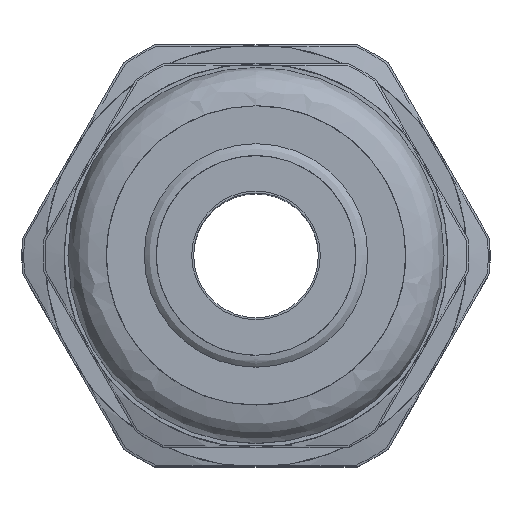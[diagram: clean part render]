
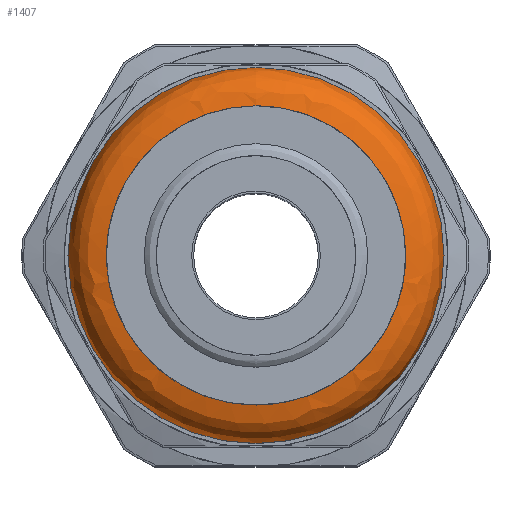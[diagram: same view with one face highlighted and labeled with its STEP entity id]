
A CAD part, top view. The second image highlights one B-rep face of the part: STEP entity #1407.
In plain terms, the highlighted free-form (B-spline) face has degree [2, 2] with [7, 3] control points.
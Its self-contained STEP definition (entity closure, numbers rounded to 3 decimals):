
#1263=(
BOUNDED_SURFACE()
B_SPLINE_SURFACE(2,2,((#7654,#7655,#7656),(#7657,#7658,#7659),(#7660,#7661,
#7662),(#7663,#7664,#7665),(#7666,#7667,#7668),(#7669,#7670,#7671),(#7672,
#7673,#7674)),.UNSPECIFIED.,.T.,.F.,.F.)
B_SPLINE_SURFACE_WITH_KNOTS((1,2,2,2,2,1),(3,3),(-0.333,0.,
0.333,0.667,1.,1.333),(0.,1.),
 .UNSPECIFIED.)
GEOMETRIC_REPRESENTATION_ITEM()
RATIONAL_B_SPLINE_SURFACE(((1.,0.707,1.),(0.5,0.354,
0.5),(1.,0.707,1.),(0.5,0.354,0.5),(1.,0.707,
1.),(0.5,0.354,0.5),(1.,0.707,1.)))
REPRESENTATION_ITEM('')
SURFACE()
);
#1407=ADVANCED_FACE('',(#1719,#1720),#1263,.T.);
#1719=FACE_BOUND('',#1799,.T.);
#1720=FACE_BOUND('',#1800,.T.);
#1799=EDGE_LOOP('',(#2126));
#1800=EDGE_LOOP('',(#2127));
#2126=ORIENTED_EDGE('',*,*,#3586,.F.);
#2127=ORIENTED_EDGE('',*,*,#3585,.F.);
#3218=VERTEX_POINT('',#7650);
#3219=VERTEX_POINT('',#7653);
#3585=EDGE_CURVE('',#3218,#3218,#4259,.T.);
#3586=EDGE_CURVE('',#3219,#3219,#4260,.T.);
#4259=CIRCLE('',#5704,7.8);
#4260=CIRCLE('',#5706,9.8);
#5704=AXIS2_PLACEMENT_3D('',#7649,#6222,#6223);
#5706=AXIS2_PLACEMENT_3D('',#7652,#6226,#6227);
#6222=DIRECTION('',(0.,0.,1.));
#6223=DIRECTION('',(0.,1.,0.));
#6226=DIRECTION('',(0.,0.,-1.));
#6227=DIRECTION('',(0.,1.,0.));
#7649=CARTESIAN_POINT('',(121.077,21.283,26.));
#7650=CARTESIAN_POINT('',(121.077,29.083,26.));
#7652=CARTESIAN_POINT('',(121.077,21.283,24.));
#7653=CARTESIAN_POINT('',(121.077,31.083,24.));
#7654=CARTESIAN_POINT('',(121.077,29.083,26.));
#7655=CARTESIAN_POINT('',(121.077,31.083,26.));
#7656=CARTESIAN_POINT('',(121.077,31.083,24.));
#7657=CARTESIAN_POINT('',(134.587,29.083,26.));
#7658=CARTESIAN_POINT('',(138.052,31.083,26.));
#7659=CARTESIAN_POINT('',(138.052,31.083,24.));
#7660=CARTESIAN_POINT('',(127.832,17.383,26.));
#7661=CARTESIAN_POINT('',(129.564,16.383,26.));
#7662=CARTESIAN_POINT('',(129.564,16.383,24.));
#7663=CARTESIAN_POINT('',(121.077,5.683,26.));
#7664=CARTESIAN_POINT('',(121.077,1.683,26.));
#7665=CARTESIAN_POINT('',(121.077,1.683,24.));
#7666=CARTESIAN_POINT('',(114.322,17.383,26.));
#7667=CARTESIAN_POINT('',(112.59,16.383,26.));
#7668=CARTESIAN_POINT('',(112.59,16.383,24.));
#7669=CARTESIAN_POINT('',(107.567,29.083,26.));
#7670=CARTESIAN_POINT('',(104.103,31.083,26.));
#7671=CARTESIAN_POINT('',(104.103,31.083,24.));
#7672=CARTESIAN_POINT('',(121.077,29.083,26.));
#7673=CARTESIAN_POINT('',(121.077,31.083,26.));
#7674=CARTESIAN_POINT('',(121.077,31.083,24.));
